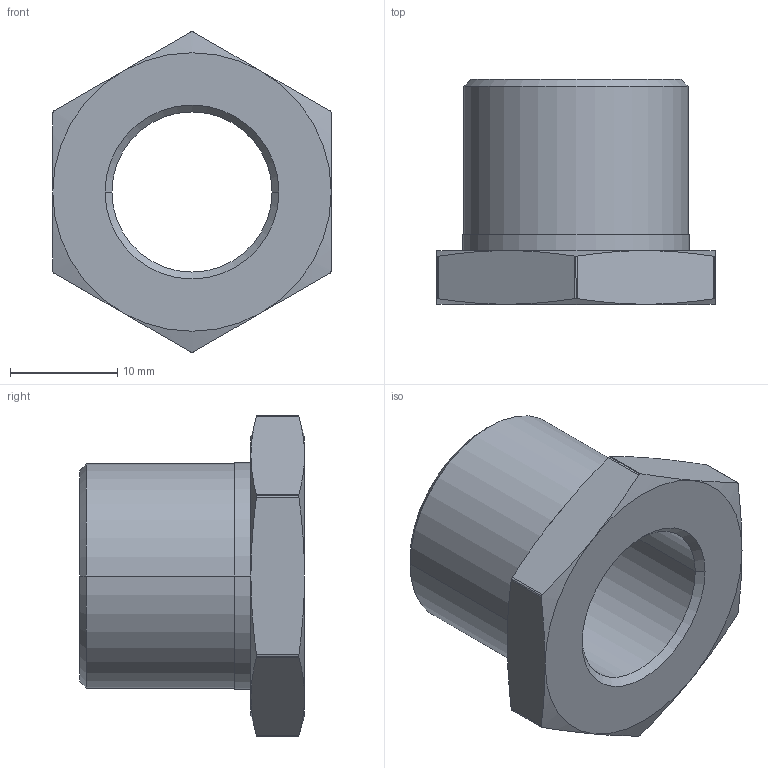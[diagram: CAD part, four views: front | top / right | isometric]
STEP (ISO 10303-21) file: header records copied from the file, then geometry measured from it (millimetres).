
FILE_DESCRIPTION (( 'STEP AP214' ), '1' );
FILE_NAME ('heco_RS-012-038-I.STEP', '2017-05-16T09:29:38', ( '' ), ( '' ), 'SwSTEP 2.0', 'SolidWorks 2016', '' );
FILE_SCHEMA (( 'AUTOMOTIVE_DESIGN' ));
Length unit declared in the file: millimetre
Products named in the file (1): heco_RS-012-038-I
Bounding box: 26 x 21 x 29.93 mm (x, y, z)
Volume: 4216 mm3; surface area: 3294.4 mm2
Topology: 1 solids, 1 shells, 241 faces, 619 edges, 406 vertices
Faces by surface type: bspline 110, plane 91, cylinder 20, cone 20
Entity records: 15307 total; most frequent: CARTESIAN_POINT 8233, ORIENTED_EDGE 1238, DIRECTION 651, EDGE_CURVE 619, VERTEX_POINT 406, VECTOR 315, LINE 315, EDGE_LOOP 269
